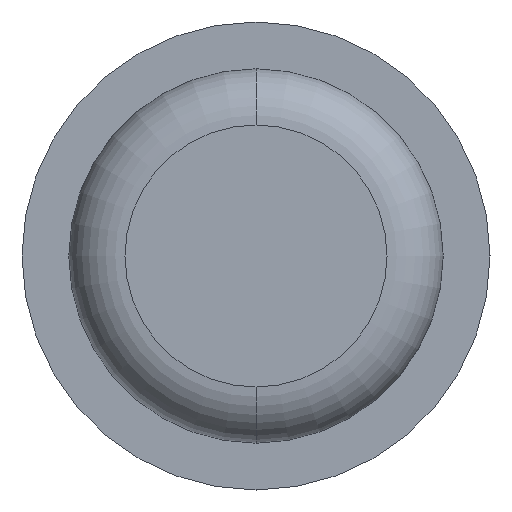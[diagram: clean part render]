
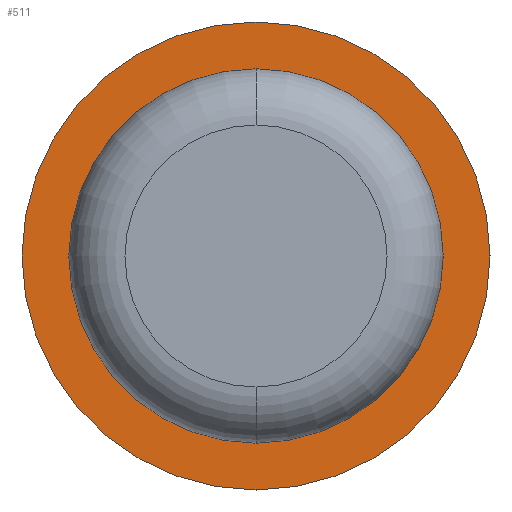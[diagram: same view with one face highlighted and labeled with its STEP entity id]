
A CAD part, front view. The second image highlights one B-rep face of the part: STEP entity #511.
In plain terms, the highlighted planar face has unit normal (0, -1, 0).
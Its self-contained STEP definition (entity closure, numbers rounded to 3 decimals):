
#96 = CARTESIAN_POINT ( 'NONE',  ( 0., -0.6, 1. ) ) ;
#366 = ORIENTED_EDGE ( 'NONE', *, *, #2598, .T. ) ;
#511 = ADVANCED_FACE ( 'Defeature ausgef�hrt2_2', ( #4322, #4269 ), #1867, .F. ) ;
#522 = DIRECTION ( 'NONE',  ( 0., 1., 0. ) ) ;
#535 = CARTESIAN_POINT ( 'NONE',  ( 0., -0.6, 0. ) ) ;
#672 = CARTESIAN_POINT ( 'NONE',  ( 0., -0.6, 0. ) ) ;
#943 = DIRECTION ( 'NONE',  ( 0., 0., 1. ) ) ;
#964 = DIRECTION ( 'NONE',  ( 0., 1., 0. ) ) ;
#1134 = DIRECTION ( 'NONE',  ( 0., 1., 0. ) ) ;
#1188 = CARTESIAN_POINT ( 'NONE',  ( 1.25, -0.6, 0. ) ) ;
#1507 = CARTESIAN_POINT ( 'NONE',  ( 0., -0.6, 1.25 ) ) ;
#1551 = EDGE_CURVE ( 'Defeature ausgef�hrt2_1+Defeature ausgef�hrt2_2+Defeature ausgef�hrt2_2+Defeature ausgef�hrt2_2', #2040, #4368, #1588, .T. ) ;
#1588 = CIRCLE ( 'NONE', #2253, 1.25 ) ;
#1644 = AXIS2_PLACEMENT_3D ( 'NONE', #1717, #2420, #1686 ) ;
#1656 = EDGE_LOOP ( 'NONE', ( #3837, #4213 ) ) ;
#1682 = DIRECTION ( 'NONE',  ( 0., 0., 1. ) ) ;
#1686 = DIRECTION ( 'NONE',  ( 0., 0., 1. ) ) ;
#1717 = CARTESIAN_POINT ( 'NONE',  ( 0., -0.6, 0. ) ) ;
#1852 = DIRECTION ( 'NONE',  ( 0., 0., 1. ) ) ;
#1867 = PLANE ( 'NONE',  #3116 ) ;
#2040 = VERTEX_POINT ( 'NONE', #4236 ) ;
#2103 = CIRCLE ( 'NONE', #2134, 1. ) ;
#2134 = AXIS2_PLACEMENT_3D ( 'NONE', #2834, #964, #3880 ) ;
#2253 = AXIS2_PLACEMENT_3D ( 'NONE', #535, #522, #1682 ) ;
#2401 = EDGE_LOOP ( 'NONE', ( #366, #2972 ) ) ;
#2420 = DIRECTION ( 'NONE',  ( 0., 1., 0. ) ) ;
#2452 = CARTESIAN_POINT ( 'NONE',  ( 0., -0.6, -1. ) ) ;
#2598 = EDGE_CURVE ( 'Defeature ausgef�hrt2_2+Defeature ausgef�hrt2_3+Defeature ausgef�hrt2_3+Defeature ausgef�hrt2_3', #4543, #2697, #4429, .T. ) ;
#2697 = VERTEX_POINT ( 'NONE', #2452 ) ;
#2834 = CARTESIAN_POINT ( 'NONE',  ( 0., -0.6, 0. ) ) ;
#2972 = ORIENTED_EDGE ( 'NONE', *, *, #4149, .T. ) ;
#3116 = AXIS2_PLACEMENT_3D ( 'NONE', #1188, #1134, #1852 ) ;
#3155 = AXIS2_PLACEMENT_3D ( 'NONE', #672, #4321, #943 ) ;
#3233 = EDGE_CURVE ( 'Defeature ausgef�hrt2_1+Defeature ausgef�hrt2_2+Defeature ausgef�hrt2_2+Defeature ausgef�hrt2_2', #4368, #2040, #3611, .T. ) ;
#3611 = CIRCLE ( 'NONE', #3155, 1.25 ) ;
#3837 = ORIENTED_EDGE ( 'NONE', *, *, #3233, .F. ) ;
#3880 = DIRECTION ( 'NONE',  ( 0., 0., 1. ) ) ;
#4149 = EDGE_CURVE ( 'Defeature ausgef�hrt2_2+Defeature ausgef�hrt2_3+Defeature ausgef�hrt2_3+Defeature ausgef�hrt2_3', #2697, #4543, #2103, .T. ) ;
#4213 = ORIENTED_EDGE ( 'NONE', *, *, #1551, .F. ) ;
#4236 = CARTESIAN_POINT ( 'NONE',  ( 0., -0.6, -1.25 ) ) ;
#4269 = FACE_BOUND ( 'NONE', #2401, .T. ) ;
#4321 = DIRECTION ( 'NONE',  ( 0., 1., 0. ) ) ;
#4322 = FACE_OUTER_BOUND ( 'NONE', #1656, .T. ) ;
#4368 = VERTEX_POINT ( 'NONE', #1507 ) ;
#4429 = CIRCLE ( 'NONE', #1644, 1. ) ;
#4543 = VERTEX_POINT ( 'NONE', #96 ) ;
